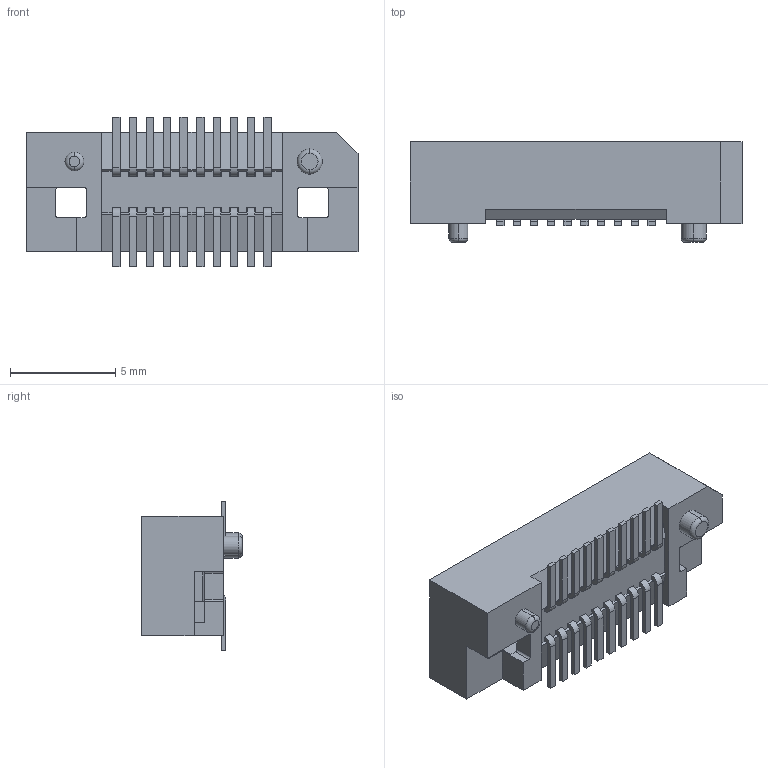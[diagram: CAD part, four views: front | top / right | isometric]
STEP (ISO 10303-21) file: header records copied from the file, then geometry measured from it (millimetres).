
FILE_DESCRIPTION (( 'STEP AP214' ), '1' );
FILE_NAME ('FX6-20S-0.8SV(71).STEP', '2019-01-05T22:56:49', ( '' ), ( '' ), 'SwSTEP 2.0', 'SolidWorks 2017', '' );
FILE_SCHEMA (( 'AUTOMOTIVE_DESIGN' ));
Length unit declared in the file: millimetre
Products named in the file (1): FX6-20S-0.8SV(71)
Bounding box: 15.8 x 4.8 x 7.1 mm (x, y, z)
Volume: 209.9 mm3; surface area: 735.1 mm2
Topology: 21 solids, 21 shells, 933 faces, 2721 edges, 1786 vertices
Faces by surface type: plane 613, cylinder 304, torus 4, cone 4, bspline 4, sphere 4
Entity records: 31009 total; most frequent: CARTESIAN_POINT 5505, ORIENTED_EDGE 5434, DIRECTION 5185, EDGE_CURVE 2717, VECTOR 2093, LINE 2093, VERTEX_POINT 1786, AXIS2_PLACEMENT_3D 1546
